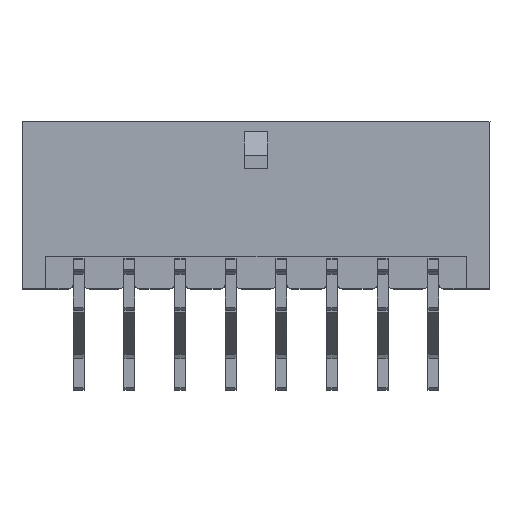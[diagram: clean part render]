
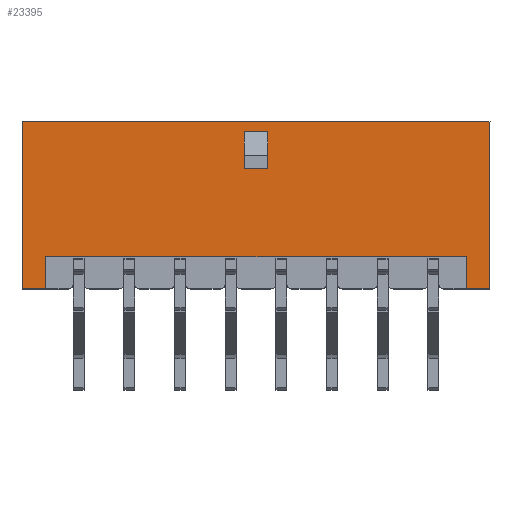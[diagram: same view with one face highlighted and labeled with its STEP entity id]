
A CAD part, top view. The second image highlights one B-rep face of the part: STEP entity #23395.
In plain terms, the highlighted face is planar.
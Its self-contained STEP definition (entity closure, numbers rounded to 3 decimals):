
#1624=ORIENTED_EDGE('',*,*,#5875,.F.);
#1625=ORIENTED_EDGE('',*,*,#6318,.F.);
#1626=ORIENTED_EDGE('',*,*,#6319,.T.);
#1627=ORIENTED_EDGE('',*,*,#6320,.T.);
#1628=ORIENTED_EDGE('',*,*,#6321,.F.);
#1629=ORIENTED_EDGE('',*,*,#6322,.F.);
#1630=ORIENTED_EDGE('',*,*,#5870,.F.);
#1631=ORIENTED_EDGE('',*,*,#5873,.F.);
#1632=ORIENTED_EDGE('',*,*,#5820,.T.);
#1633=ORIENTED_EDGE('',*,*,#5827,.T.);
#1634=ORIENTED_EDGE('',*,*,#5816,.F.);
#1635=ORIENTED_EDGE('',*,*,#5825,.F.);
#5816=EDGE_CURVE('',#8283,#8284,#9898,.T.);
#5820=EDGE_CURVE('',#8287,#8288,#9902,.T.);
#5825=EDGE_CURVE('',#8287,#8283,#9907,.T.);
#5827=EDGE_CURVE('',#8288,#8284,#9909,.T.);
#5870=EDGE_CURVE('',#8323,#8324,#9936,.T.);
#5873=EDGE_CURVE('',#8325,#8323,#9939,.T.);
#5875=EDGE_CURVE('',#8326,#8325,#9941,.T.);
#6318=EDGE_CURVE('',#8626,#8326,#10364,.T.);
#6319=EDGE_CURVE('',#8626,#8627,#10365,.T.);
#6320=EDGE_CURVE('',#8627,#8628,#10366,.T.);
#6321=EDGE_CURVE('',#8629,#8628,#10367,.T.);
#6322=EDGE_CURVE('',#8324,#8629,#10368,.T.);
#8283=VERTEX_POINT('',#30902);
#8284=VERTEX_POINT('',#30903);
#8287=VERTEX_POINT('',#30911);
#8288=VERTEX_POINT('',#30912);
#8323=VERTEX_POINT('',#31002);
#8324=VERTEX_POINT('',#31003);
#8325=VERTEX_POINT('',#31008);
#8326=VERTEX_POINT('',#31012);
#8626=VERTEX_POINT('',#31874);
#8627=VERTEX_POINT('',#31876);
#8628=VERTEX_POINT('',#31878);
#8629=VERTEX_POINT('',#31880);
#9898=LINE('',#30901,#12196);
#9902=LINE('',#30910,#12200);
#9907=LINE('',#30920,#12205);
#9909=LINE('',#30924,#12207);
#9936=LINE('',#31001,#12234);
#9939=LINE('',#31007,#12237);
#9941=LINE('',#31011,#12239);
#10364=LINE('',#31873,#12662);
#10365=LINE('',#31875,#12663);
#10366=LINE('',#31877,#12664);
#10367=LINE('',#31879,#12665);
#10368=LINE('',#31881,#12666);
#12196=VECTOR('',#25951,1000.);
#12200=VECTOR('',#25957,1000.);
#12205=VECTOR('',#25964,1000.);
#12207=VECTOR('',#25970,1000.);
#12234=VECTOR('',#26033,1000.);
#12237=VECTOR('',#26038,1000.);
#12239=VECTOR('',#26042,1000.);
#12662=VECTOR('',#26743,1000.);
#12663=VECTOR('',#26744,1000.);
#12664=VECTOR('',#26745,1000.);
#12665=VECTOR('',#26746,1000.);
#12666=VECTOR('',#26747,1000.);
#14190=EDGE_LOOP('',(#1624,#1625,#1626,#1627,#1628,#1629,#1630,#1631));
#14191=EDGE_LOOP('',(#1632,#1633,#1634,#1635));
#15152=FACE_BOUND('',#14190,.T.);
#15153=FACE_BOUND('',#14191,.T.);
#16098=PLANE('',#24365);
#23395=ADVANCED_FACE('',(#15152,#15153),#16098,.T.);
#24365=AXIS2_PLACEMENT_3D('',#31872,#26741,#26742);
#25951=DIRECTION('',(0.,0.,1.));
#25957=DIRECTION('',(0.,0.,1.));
#25964=DIRECTION('',(0.,-1.,0.));
#25970=DIRECTION('',(0.,-1.,0.));
#26033=DIRECTION('',(0.,0.,-1.));
#26038=DIRECTION('',(0.,1.,0.));
#26042=DIRECTION('',(0.,0.,1.));
#26741=DIRECTION('',(-1.,0.,0.));
#26742=DIRECTION('',(0.,0.,1.));
#26743=DIRECTION('',(0.,1.,0.));
#26744=DIRECTION('',(0.,0.,1.));
#26745=DIRECTION('',(0.,1.,0.));
#26746=DIRECTION('',(0.,0.,1.));
#26747=DIRECTION('',(0.,1.,0.));
#30901=CARTESIAN_POINT('',(-3.43,-0.7,2.15));
#30902=CARTESIAN_POINT('',(-3.43,-0.7,2.15));
#30903=CARTESIAN_POINT('',(-3.43,-0.7,4.35));
#30910=CARTESIAN_POINT('',(-3.43,0.7,2.15));
#30911=CARTESIAN_POINT('',(-3.43,0.7,2.15));
#30912=CARTESIAN_POINT('',(-3.43,0.7,4.35));
#30920=CARTESIAN_POINT('',(-3.43,0.7,2.15));
#30924=CARTESIAN_POINT('',(-3.43,0.7,4.35));
#31001=CARTESIAN_POINT('',(-3.43,12.44,-3.05));
#31002=CARTESIAN_POINT('',(-3.43,12.44,-3.05));
#31003=CARTESIAN_POINT('',(-3.43,12.44,-4.95));
#31007=CARTESIAN_POINT('',(-3.43,-12.44,-3.05));
#31008=CARTESIAN_POINT('',(-3.43,-12.44,-3.05));
#31011=CARTESIAN_POINT('',(-3.43,-12.44,-4.95));
#31012=CARTESIAN_POINT('',(-3.43,-12.44,-4.95));
#31872=CARTESIAN_POINT('',(-3.43,-13.85,-4.95));
#31873=CARTESIAN_POINT('',(-3.43,-13.85,-4.95));
#31874=CARTESIAN_POINT('',(-3.43,-13.85,-4.95));
#31875=CARTESIAN_POINT('',(-3.43,-13.85,-4.95));
#31876=CARTESIAN_POINT('',(-3.43,-13.85,4.95));
#31877=CARTESIAN_POINT('',(-3.43,-13.85,4.95));
#31878=CARTESIAN_POINT('',(-3.43,13.85,4.95));
#31879=CARTESIAN_POINT('',(-3.43,13.85,-4.95));
#31880=CARTESIAN_POINT('',(-3.43,13.85,-4.95));
#31881=CARTESIAN_POINT('',(-3.43,-13.85,-4.95));
